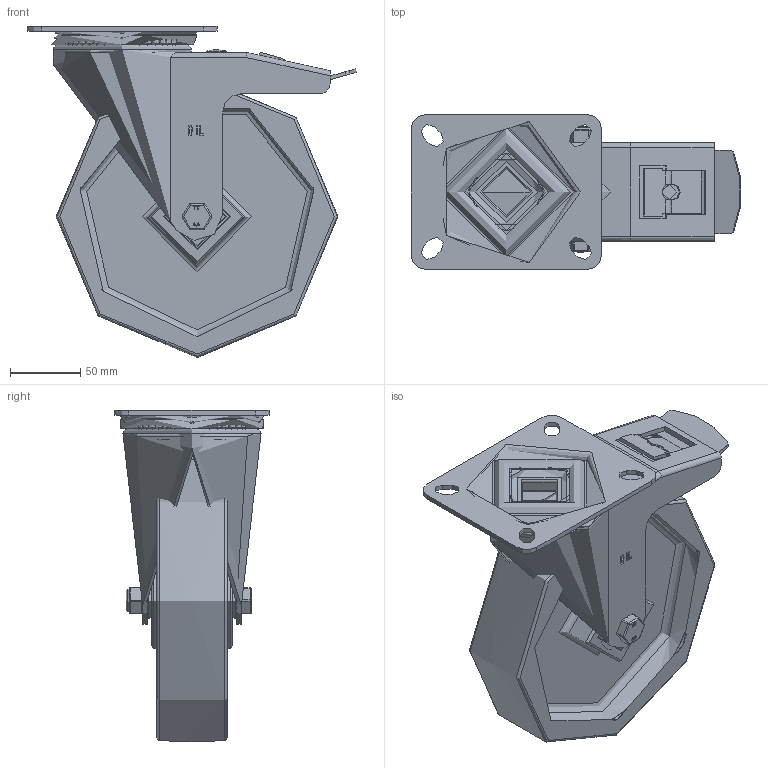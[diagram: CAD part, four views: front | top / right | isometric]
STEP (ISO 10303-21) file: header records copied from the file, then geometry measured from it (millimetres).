
FILE_DESCRIPTION(/* description */ ('','CAx-IF Rec.Pracs.---Representation and Presentation of Product Manufacturing Information (PMI)---4.0---2014-10-13'),/* implementation_level */ '2;1');
FILE_NAME(/* name */ 'BZMM200PNBJSWB.step',/* time_stamp */ '2024-12-16T11:13:47Z',/* author */ (''),/* organization */ (''),/* preprocessor_version */ 'ST-DEVELOPER v20',/* originating_system */ 'Autodesk Translation Framework v13.20.0.188',/* authorisation */ '');
FILE_SCHEMA (('AP242_MANAGED_MODEL_BASED_3D_ENGINEERING_MIM_LF { 1 0 10303 442 1 1 4 }'));
Length unit declared in the file: millimetre
Products named in the file (41): BZMM200PNBJSWB; BZH200WPNBJM20 v1; BZH200WPNBJ; POLYURETHANE TYRE; NYLON RIM; BSM20XM30; ZINC PLATED BEARING SPACER; BEARING6204; BEARING62042; BALL BEARINGS (1); BEARING6204 (1); BEARING62042 (1); BALL BEARINGS (1) (1); Component3; INNER; OUTER; MIDDLE; RUBBER; BZMM200ASSWB - 63 v1; ZINC PLATED, PRESSED STEEL TOP PLATE (1); ZINC PLATED, PRESSED STEEL TOP PLATE Geometry (1); BALL BEARINGS (2); Component1 (1); ZINC PLATED, PRESSED STEEL FORKS (1); BEARING SEAL (1); ZINC PLATED, PRESSED STEEL BRAKE PEDAL (1); BRAKE PAD (1); BRAKE PAD Geometry (1); BOLT (1); NUT (1); BRAKE BOLT (1); TH20X2X12 v1; ZINC PLATED HEADED SPACER; TH20X2X12 v1 (1); ZINC PLATED HEADED SPACER (1); HEXBOLTM12X80Z8.8 v2; GRADE 8.8 ZINC PLATED BOLT; NYLOCM12Z v1; NYLOC NUT; NUT (2) ...
Assembly tree (98 placements, depth 6):
  BZMM200PNBJSWB
    BZH200WPNBJM20 v1
      BZH200WPNBJ
        POLYURETHANE TYRE
        NYLON RIM
      BSM20XM30
        ZINC PLATED BEARING SPACER
      BEARING6204
        BEARING62042
          INNER
          OUTER
          BALL BEARINGS (1)
            Component3  x8
          MIDDLE
          RUBBER
      BEARING6204 (1)
        BEARING62042 (1)
          BALL BEARINGS (1) (1)
            Component3  x8
          INNER
          OUTER
          MIDDLE
          RUBBER
    BZMM200ASSWB - 63 v1
      ZINC PLATED, PRESSED STEEL TOP PLATE (1)
        ZINC PLATED, PRESSED STEEL TOP PLATE Geometry (1)
        BALL BEARINGS (2)
          Component1 (1)  x40
      ZINC PLATED, PRESSED STEEL FORKS (1)
      BEARING SEAL (1)
      ZINC PLATED, PRESSED STEEL BRAKE PEDAL (1)
      BRAKE PAD (1)
        BRAKE PAD Geometry (1)
        BOLT (1)
        NUT (1)
        BRAKE BOLT (1)
    TH20X2X12 v1
      ZINC PLATED HEADED SPACER
    TH20X2X12 v1 (1)
      ZINC PLATED HEADED SPACER (1)
    HEXBOLTM12X80Z8.8 v2
      GRADE 8.8 ZINC PLATED BOLT
    NYLOCM12Z v1
      NYLOC NUT
        NUT (2)
        RUBBER (1)
Bounding box: 233.88 x 110 x 235 mm (x, y, z)
Volume: 1045838.5 mm3; surface area: 382345.1 mm2
Topology: 82 solids, 82 shells, 1270 faces, 3245 edges, 2144 vertices
Faces by surface type: plane 538, bspline 344, cylinder 244, sphere 107, torus 29, cone 8
Full cylindrical faces by diameter (mm): 8 x3, 9.836 x18, 11 x2, 11.834 x18, 12 x3, 12.2 x4, 14 x3, 18 x1, 18.5 x1, 19.8 x2, 20 x2, 21.5 x1, 25 x2, 25.4 x1, 27 x2, 28.5 x8, 30.8 x4, 31.3 x4, 33.75 x1, 39.75 x1, 40.3 x4, 40.5 x4, 40.8 x4, 41.5 x1, 42 x10, 47 x4, 50 x1, 61 x1, 68 x2, 78 x1
Entity records: 37435 total; most frequent: CARTESIAN_POINT 16207, ORIENTED_EDGE 4324, DIRECTION 3769, EDGE_CURVE 2162, VERTEX_POINT 1428, AXIS2_PLACEMENT_3D 1353, LINE 1063, VECTOR 1063
